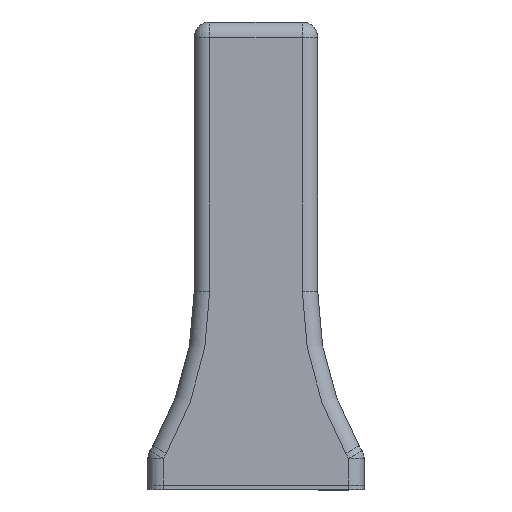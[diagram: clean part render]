
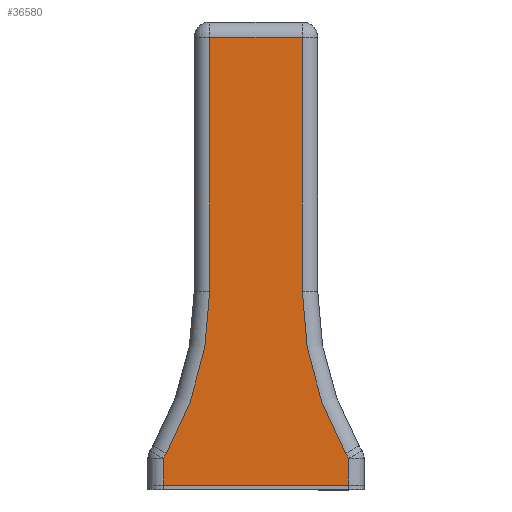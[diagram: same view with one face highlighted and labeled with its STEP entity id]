
A CAD part, top view. The second image highlights one B-rep face of the part: STEP entity #36580.
In plain terms, the highlighted planar face has unit normal (0, 0, 1).
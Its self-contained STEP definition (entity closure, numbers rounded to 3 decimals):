
#35690=CARTESIAN_POINT('',(58.3,33.,90.));
#35700=DIRECTION('',(0.,0.,-1.));
#35710=DIRECTION('',(-1.,0.,0.));
#35720=AXIS2_PLACEMENT_3D('',#35690,#35700,#35710);
#35730=PLANE('',#35720);
#35740=CARTESIAN_POINT('',(43.,0.,90.));
#35750=DIRECTION('',(1.,0.,0.));
#35760=VECTOR('',#35750,1.);
#35770=LINE('',#35740,#35760);
#35780=CARTESIAN_POINT('',(44.,0.,90.));
#35790=VERTEX_POINT('',#35780);
#35800=CARTESIAN_POINT('',(56.,0.,90.));
#35810=VERTEX_POINT('',#35800);
#35820=EDGE_CURVE('',#35790,#35810,#35770,.T.);
#35830=ORIENTED_EDGE('',*,*,#35820,.T.);
#35840=CARTESIAN_POINT('',(44.,0.,90.));
#35850=DIRECTION('',(0.,-1.,0.));
#35860=VECTOR('',#35850,1.);
#35870=LINE('',#35840,#35860);
#35880=CARTESIAN_POINT('',(44.,1.732,90.));
#35890=VERTEX_POINT('',#35880);
#35900=EDGE_CURVE('',#35890,#35790,#35870,.T.);
#35910=ORIENTED_EDGE('',*,*,#35900,.T.);
#35920=CARTESIAN_POINT('',(43.,0.,90.));
#35930=DIRECTION('',(-0.5,-0.866,0.));
#35940=VECTOR('',#35930,1.);
#35950=LINE('',#35920,#35940);
#35960=CARTESIAN_POINT('',(44.187,2.055,90.));
#35970=VERTEX_POINT('',#35960);
#35980=EDGE_CURVE('',#35970,#35890,#35950,.T.);
#35990=ORIENTED_EDGE('',*,*,#35980,.T.);
#36000=CARTESIAN_POINT('',(26.,12.555,90.));
#36010=DIRECTION('',(0.,0.,1.));
#36020=DIRECTION('',(1.,0.,0.));
#36030=AXIS2_PLACEMENT_3D('',#36000,#36010,#36020);
#36040=CIRCLE('',#36030,21.);
#36050=CARTESIAN_POINT('',(47.,12.555,90.));
#36060=VERTEX_POINT('',#36050);
#36070=EDGE_CURVE('',#35970,#36060,#36040,.T.);
#36080=ORIENTED_EDGE('',*,*,#36070,.F.);
#36090=CARTESIAN_POINT('',(47.,0.,90.));
#36100=DIRECTION('',(0.,1.,0.));
#36110=VECTOR('',#36100,1.);
#36120=LINE('',#36090,#36110);
#36130=CARTESIAN_POINT('',(47.,29.,90.));
#36140=VERTEX_POINT('',#36130);
#36150=EDGE_CURVE('',#36060,#36140,#36120,.T.);
#36160=ORIENTED_EDGE('',*,*,#36150,.F.);
#36170=CARTESIAN_POINT('',(25.,29.,90.));
#36180=DIRECTION('',(1.,0.,0.));
#36190=VECTOR('',#36180,1.);
#36200=LINE('',#36170,#36190);
#36210=CARTESIAN_POINT('',(53.,29.,90.));
#36220=VERTEX_POINT('',#36210);
#36230=EDGE_CURVE('',#36140,#36220,#36200,.T.);
#36240=ORIENTED_EDGE('',*,*,#36230,.F.);
#36250=CARTESIAN_POINT('',(53.,0.,90.));
#36260=DIRECTION('',(0.,-1.,0.));
#36270=VECTOR('',#36260,1.);
#36280=LINE('',#36250,#36270);
#36290=CARTESIAN_POINT('',(53.,12.555,90.));
#36300=VERTEX_POINT('',#36290);
#36310=EDGE_CURVE('',#36220,#36300,#36280,.T.);
#36320=ORIENTED_EDGE('',*,*,#36310,.F.);
#36330=CARTESIAN_POINT('',(74.,12.555,90.));
#36340=DIRECTION('',(0.,0.,-1.));
#36350=DIRECTION('',(-1.,0.,0.));
#36360=AXIS2_PLACEMENT_3D('',#36330,#36340,#36350);
#36370=CIRCLE('',#36360,21.);
#36380=CARTESIAN_POINT('',(55.813,2.055,90.));
#36390=VERTEX_POINT('',#36380);
#36400=EDGE_CURVE('',#36390,#36300,#36370,.T.);
#36410=ORIENTED_EDGE('',*,*,#36400,.T.);
#36420=CARTESIAN_POINT('',(57.,0.,90.));
#36430=DIRECTION('',(-0.5,0.866,-0.));
#36440=VECTOR('',#36430,1.);
#36450=LINE('',#36420,#36440);
#36460=CARTESIAN_POINT('',(56.,1.732,90.));
#36470=VERTEX_POINT('',#36460);
#36480=EDGE_CURVE('',#36470,#36390,#36450,.T.);
#36490=ORIENTED_EDGE('',*,*,#36480,.T.);
#36500=CARTESIAN_POINT('',(56.,0.,90.));
#36510=DIRECTION('',(0.,1.,-0.));
#36520=VECTOR('',#36510,1.);
#36530=LINE('',#36500,#36520);
#36540=EDGE_CURVE('',#35810,#36470,#36530,.T.);
#36550=ORIENTED_EDGE('',*,*,#36540,.T.);
#36560=EDGE_LOOP('',(#36550,#36490,#36410,#36320,#36240,#36160,#36080,
#35990,#35910,#35830));
#36570=FACE_OUTER_BOUND('',#36560,.T.);
#36580=ADVANCED_FACE('',(#36570),#35730,.F.);
